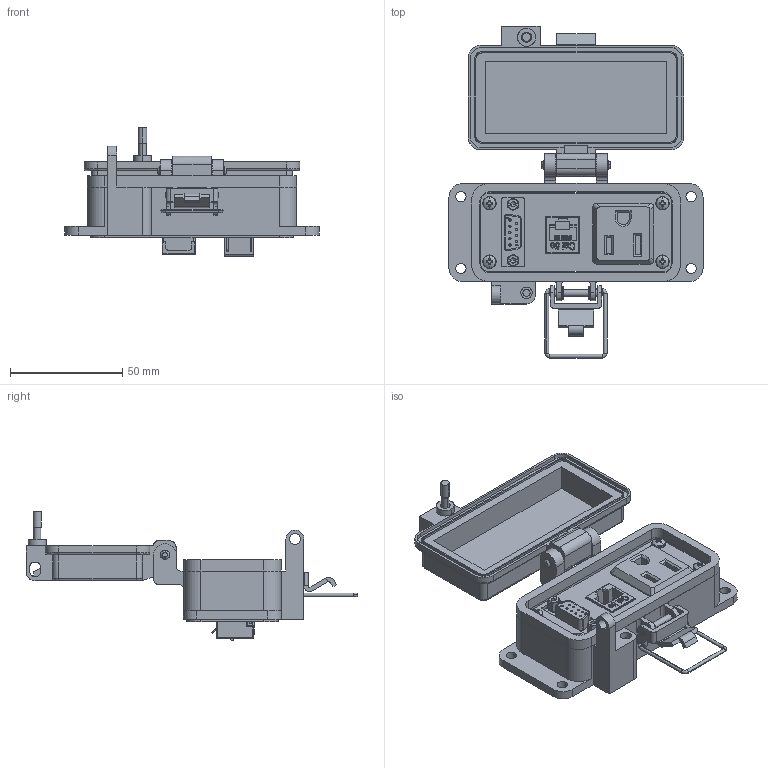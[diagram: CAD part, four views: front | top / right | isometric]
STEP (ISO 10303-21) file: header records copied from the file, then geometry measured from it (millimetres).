
FILE_DESCRIPTION (( 'STEP AP203' ), '1' );
FILE_NAME ('P-Q7R33-F3R0_3D.STEP', '2023-01-03T16:05:09', ( '' ), ( '' ), 'SwSTEP 2.0', 'SolidWorks 2021', '' );
FILE_SCHEMA (( 'CONFIG_CONTROL_DESIGN' ));
Length unit declared in the file: millimetre
Products named in the file (15): -F3; R33; Z-200-OTLT-R0SQ; Z-BULK-DB9MF; Z-001-SPR3_16HX; Z-000-4243316TFP; P-Q7R33-F3R0_3D; P-Q7R33-F3R0_TP060_1; R; P-Q7R33-F3R0_BP240_1; 92005A124_METRIC PAN HEAD PHILLIPS MACHINE SCREW_92005A124; Z-300-RJ45C5SH; Q7; P-Q7R33-F3R0_FP060_1; Z-H-F3_B
Assembly tree (21 placements, depth 3):
  P-Q7R33-F3R0_3D
    -F3
      Z-H-F3_B
    P-Q7R33-F3R0_BP240_1
    P-Q7R33-F3R0_FP060_1
    P-Q7R33-F3R0_TP060_1
    Z-000-4243316TFP  x4
    Q7
      Z-BULK-DB9MF
      Z-001-SPR3_16HX  x2
    R33
      Z-300-RJ45C5SH
    R
      Z-200-OTLT-R0SQ
    92005A124_METRIC PAN HEAD PHILLIPS MACHINE SCREW_92005A124  x4
Bounding box: 113 x 147.61 x 57.27 mm (x, y, z)
Volume: 98085.2 mm3; surface area: 77181.5 mm2
Topology: 30 solids, 30 shells, 2582 faces, 7062 edges, 4606 vertices
Faces by surface type: cylinder 1101, plane 967, bspline 337, cone 153, torus 16, sphere 8
Entity records: 71709 total; most frequent: CARTESIAN_POINT 26441, ORIENTED_EDGE 9762, DIRECTION 8022, EDGE_CURVE 4881, VERTEX_POINT 3185, VECTOR 2906, LINE 2906, AXIS2_PLACEMENT_3D 2558
